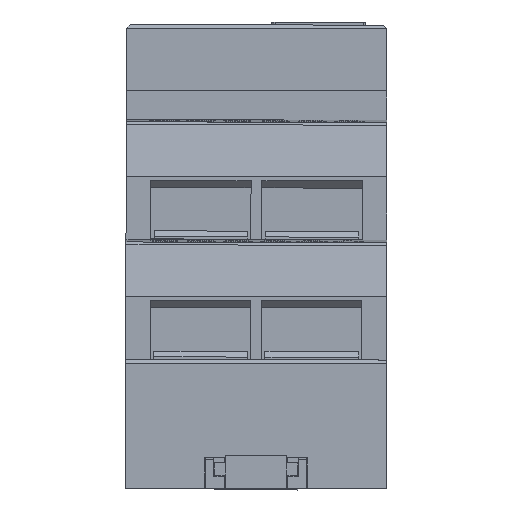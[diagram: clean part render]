
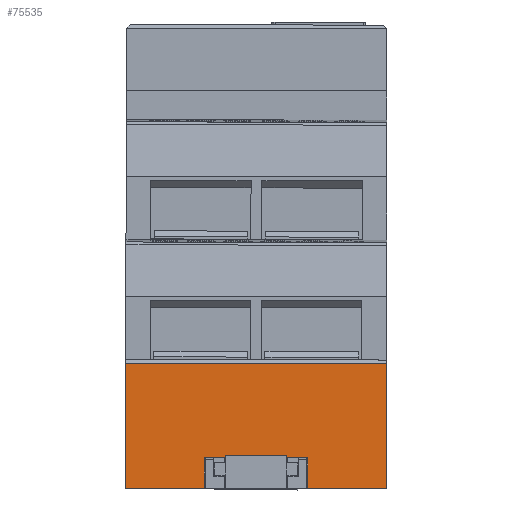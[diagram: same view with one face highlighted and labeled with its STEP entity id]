
A CAD part, front view. The second image highlights one B-rep face of the part: STEP entity #75535.
In plain terms, the highlighted planar face has unit normal (0, -1, 0).
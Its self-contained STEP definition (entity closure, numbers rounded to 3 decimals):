
#41621=DIRECTION('',(1.,0.,0.));
#41622=VECTOR('',#41621,35.737);
#41623=CARTESIAN_POINT('',(-37.555,-104.592,
-135.9));
#41624=LINE('',#41623,#41622);
#41770=DIRECTION('',(-0.002,0.,-1.));
#41771=VECTOR('',#41770,17.1);
#41772=CARTESIAN_POINT('',(-37.555,-104.592,
-135.9));
#41773=LINE('',#41772,#41771);
#41777=DIRECTION('',(-0.002,0.,1.));
#41778=VECTOR('',#41777,17.1);
#41779=CARTESIAN_POINT('',(-1.787,-104.592,
-153.));
#41780=LINE('',#41779,#41778);
#41826=DIRECTION('',(-1.,0.,0.));
#41827=VECTOR('',#41826,10.85);
#41828=CARTESIAN_POINT('',(-1.787,-104.592,
-153.));
#41829=LINE('',#41828,#41827);
#63270=DIRECTION('',(-1.,0.,0.));
#63271=VECTOR('',#63270,10.85);
#63272=CARTESIAN_POINT('',(-26.737,-104.592,
-153.));
#63273=LINE('',#63272,#63271);
#63319=DIRECTION('',(0.,0.,-1.));
#63320=VECTOR('',#63319,4.2);
#63321=CARTESIAN_POINT('',(-26.737,-104.592,
-148.8));
#63322=LINE('',#63321,#63320);
#63347=DIRECTION('',(-1.,0.,0.));
#63348=VECTOR('',#63347,14.1);
#63349=CARTESIAN_POINT('',(-12.637,-104.592,
-148.8));
#63350=LINE('',#63349,#63348);
#63403=DIRECTION('',(0.,0.,1.));
#63404=VECTOR('',#63403,4.2);
#63405=CARTESIAN_POINT('',(-12.637,-104.592,
-153.));
#63406=LINE('',#63405,#63404);
#73701=CARTESIAN_POINT('',(-37.587,-104.592,-153.));
#73703=VERTEX_POINT('',#73701);
#73895=CARTESIAN_POINT('',(-26.737,-104.592,
-148.8));
#73896=CARTESIAN_POINT('',(-26.737,-104.592,
-153.));
#73897=VERTEX_POINT('',#73895);
#73898=VERTEX_POINT('',#73896);
#74020=CARTESIAN_POINT('',(-12.637,-104.592,
-153.));
#74021=CARTESIAN_POINT('',(-12.637,-104.592,
-148.8));
#74022=VERTEX_POINT('',#74020);
#74023=VERTEX_POINT('',#74021);
#74038=CARTESIAN_POINT('',(-1.787,-104.592,
-153.));
#74039=CARTESIAN_POINT('',(-1.818,-104.592,
-135.9));
#74040=VERTEX_POINT('',#74038);
#74041=VERTEX_POINT('',#74039);
#74593=CARTESIAN_POINT('',(-37.555,-104.592,
-135.9));
#74594=VERTEX_POINT('',#74593);
#75515=CARTESIAN_POINT('',(-19.687,-104.592,
-153.));
#75516=DIRECTION('',(0.,-1.,0.));
#75517=DIRECTION('',(0.,0.,-1.));
#75518=AXIS2_PLACEMENT_3D('',#75515,#75516,#75517);
#75519=PLANE('',#75518);
#75521=ORIENTED_EDGE('',*,*,#75520,.T.);
#75523=ORIENTED_EDGE('',*,*,#75522,.T.);
#75525=ORIENTED_EDGE('',*,*,#75524,.T.);
#75527=ORIENTED_EDGE('',*,*,#75526,.T.);
#75529=ORIENTED_EDGE('',*,*,#75528,.T.);
#75530=ORIENTED_EDGE('',*,*,#74979,.F.);
#75531=ORIENTED_EDGE('',*,*,#75500,.T.);
#75532=ORIENTED_EDGE('',*,*,#75180,.F.);
#75533=EDGE_LOOP('',(#75521,#75523,#75525,#75527,#75529,#75530,#75531,#75532));
#75534=FACE_OUTER_BOUND('',#75533,.F.);
#74979=EDGE_CURVE('',#74594,#73703,#41773,.T.);
#75180=EDGE_CURVE('',#74040,#74041,#41780,.T.);
#75500=EDGE_CURVE('',#74594,#74041,#41624,.T.);
#75520=EDGE_CURVE('',#74040,#74022,#41829,.T.);
#75522=EDGE_CURVE('',#74022,#74023,#63406,.T.);
#75524=EDGE_CURVE('',#74023,#73897,#63350,.T.);
#75526=EDGE_CURVE('',#73897,#73898,#63322,.T.);
#75528=EDGE_CURVE('',#73898,#73703,#63273,.T.);
#75535=ADVANCED_FACE('',(#75534),#75519,.T.);
